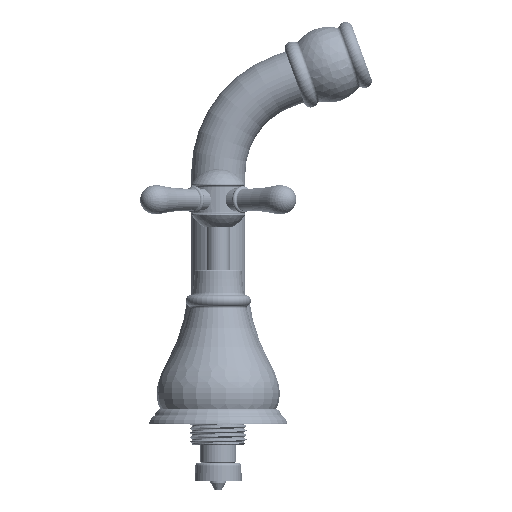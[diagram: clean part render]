
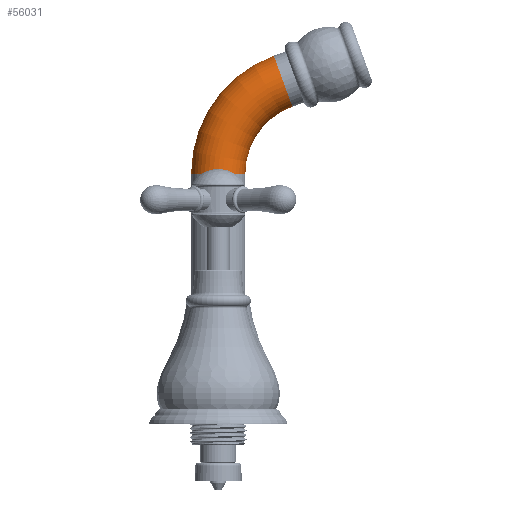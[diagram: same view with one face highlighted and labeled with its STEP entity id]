
A CAD part, left-side view. The second image highlights one B-rep face of the part: STEP entity #56031.
In plain terms, the highlighted toroidal (fillet/blend) face has major radius 40 mm and minor radius 11 mm.
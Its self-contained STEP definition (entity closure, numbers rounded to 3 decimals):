
#1197 = CARTESIAN_POINT ( 'NONE',  ( 51.281, 0., 0. ) ) ;
#5924 = CIRCLE ( 'NONE', #57522, 11. ) ;
#8260 = CIRCLE ( 'NONE', #78968, 11. ) ;
#8411 = EDGE_CURVE ( 'NONE', #29573, #82419, #15307, .T. ) ;
#9027 = DIRECTION ( 'NONE',  ( 1., 0., 0. ) ) ;
#9590 = DIRECTION ( 'NONE',  ( 0., 0., -1. ) ) ;
#10521 = CARTESIAN_POINT ( 'NONE',  ( 51.281, -40., 0. ) ) ;
#13152 = DIRECTION ( 'NONE',  ( 0., 0., -1. ) ) ;
#15307 = CIRCLE ( 'NONE', #61083, 29. ) ;
#15786 = DIRECTION ( 'NONE',  ( 0., 0., -1. ) ) ;
#17592 = VERTEX_POINT ( 'NONE', #89301 ) ;
#17988 = EDGE_CURVE ( 'NONE', #17592, #55719, #73261, .T. ) ;
#20061 = CARTESIAN_POINT ( 'NONE',  ( 51.281, 0., 0. ) ) ;
#20415 = FACE_OUTER_BOUND ( 'NONE', #73679, .T. ) ;
#21137 = CARTESIAN_POINT ( 'NONE',  ( 78.532, -30.081, 0. ) ) ;
#24133 = CARTESIAN_POINT ( 'NONE',  ( 99.206, -22.557, 0. ) ) ;
#24943 = ORIENTED_EDGE ( 'NONE', *, *, #8411, .T. ) ;
#28535 = DIRECTION ( 'NONE',  ( 0., 0., -1. ) ) ;
#29573 = VERTEX_POINT ( 'NONE', #36461 ) ;
#30089 = CARTESIAN_POINT ( 'NONE',  ( 51.281, 0., 11. ) ) ;
#33919 = DIRECTION ( 'NONE',  ( 1., 0., 0. ) ) ;
#34959 = AXIS2_PLACEMENT_3D ( 'NONE', #65665, #15786, #75228 ) ;
#36461 = CARTESIAN_POINT ( 'NONE',  ( 51.281, -11., 0. ) ) ;
#36875 = CIRCLE ( 'NONE', #39850, 11. ) ;
#39850 = AXIS2_PLACEMENT_3D ( 'NONE', #1197, #9027, #57976 ) ;
#45614 = DIRECTION ( 'NONE',  ( -1., 0., 0. ) ) ;
#46181 = VERTEX_POINT ( 'NONE', #30089 ) ;
#48198 = AXIS2_PLACEMENT_3D ( 'NONE', #51332, #72557, #79480 ) ;
#51175 = TOROIDAL_SURFACE ( 'NONE', #48198, 40., 11. ) ;
#51332 = CARTESIAN_POINT ( 'NONE',  ( 51.281, -40., 0. ) ) ;
#53401 = EDGE_CURVE ( 'NONE', #46181, #29573, #8260, .T. ) ;
#55719 = VERTEX_POINT ( 'NONE', #24133 ) ;
#56031 = ADVANCED_FACE ( 'NONE', ( #20415 ), #51175, .T. ) ;
#57522 = AXIS2_PLACEMENT_3D ( 'NONE', #62319, #70594, #28535 ) ;
#57976 = DIRECTION ( 'NONE',  ( 0., 0., -1. ) ) ;
#61083 = AXIS2_PLACEMENT_3D ( 'NONE', #10521, #9590, #45614 ) ;
#62319 = CARTESIAN_POINT ( 'NONE',  ( 88.869, -26.319, 0. ) ) ;
#65665 = CARTESIAN_POINT ( 'NONE',  ( 51.281, -40., 0. ) ) ;
#70594 = DIRECTION ( 'NONE',  ( 0.342, -0.94, 0. ) ) ;
#72557 = DIRECTION ( 'NONE',  ( 0., 0., -1. ) ) ;
#73261 = CIRCLE ( 'NONE', #34959, 51. ) ;
#73679 = EDGE_LOOP ( 'NONE', ( #75414, #80130, #84127, #24943, #86238 ) ) ;
#75228 = DIRECTION ( 'NONE',  ( -1., 0., 0. ) ) ;
#75414 = ORIENTED_EDGE ( 'NONE', *, *, #17988, .F. ) ;
#78968 = AXIS2_PLACEMENT_3D ( 'NONE', #20061, #33919, #13152 ) ;
#79480 = DIRECTION ( 'NONE',  ( -1., 0., 0. ) ) ;
#80130 = ORIENTED_EDGE ( 'NONE', *, *, #83331, .T. ) ;
#82419 = VERTEX_POINT ( 'NONE', #21137 ) ;
#83155 = EDGE_CURVE ( 'NONE', #55719, #82419, #5924, .T. ) ;
#83331 = EDGE_CURVE ( 'NONE', #17592, #46181, #36875, .T. ) ;
#84127 = ORIENTED_EDGE ( 'NONE', *, *, #53401, .T. ) ;
#86238 = ORIENTED_EDGE ( 'NONE', *, *, #83155, .F. ) ;
#89301 = CARTESIAN_POINT ( 'NONE',  ( 51.281, 11., 0. ) ) ;
